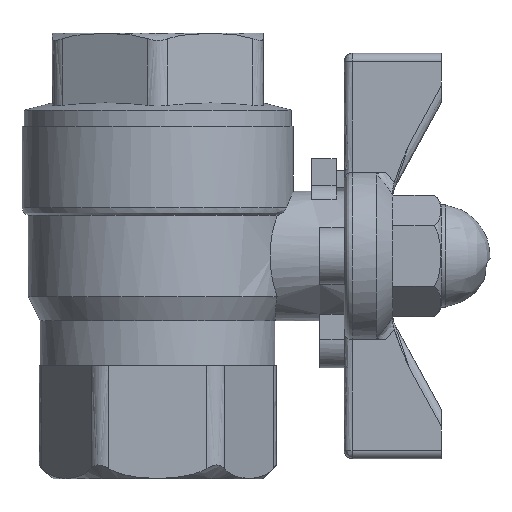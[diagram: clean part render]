
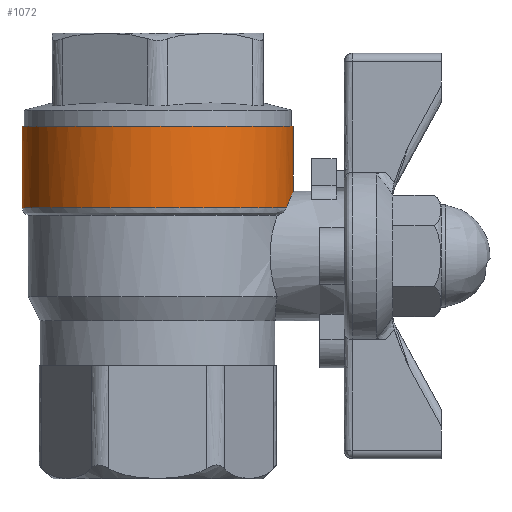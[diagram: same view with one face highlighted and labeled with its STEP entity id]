
A CAD part, left-side view. The second image highlights one B-rep face of the part: STEP entity #1072.
In plain terms, the highlighted free-form (B-spline) face has degree [2, 1] with [9, 2] control points.
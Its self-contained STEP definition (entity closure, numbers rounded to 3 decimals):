
#787 = VERTEX_POINT('',#788);
#788 = CARTESIAN_POINT('',(2.729,-18.411,6.755
    ));
#801 = EDGE_CURVE('',#802,#787,#804,.T.);
#802 = VERTEX_POINT('',#803);
#803 = CARTESIAN_POINT('',(-9.109,-18.411,
    6.755));
#804 = B_SPLINE_CURVE_WITH_KNOTS('',3,(#805,#806,#807,#808,#809,#810,
    #811,#812,#813,#814),.UNSPECIFIED.,.F.,.F.,(4,2,2,2,4),(
    3.116,3.376,3.683,3.989,
    4.25),.UNSPECIFIED.);
#805 = CARTESIAN_POINT('',(-9.109,-18.411,
    6.755));
#806 = CARTESIAN_POINT('',(-8.398,-18.649,7.39)
  );
#807 = CARTESIAN_POINT('',(-7.544,-18.885,
    7.938));
#808 = CARTESIAN_POINT('',(-5.524,-19.264,8.782
    ));
#809 = CARTESIAN_POINT('',(-4.325,-19.377,
    9.012));
#810 = CARTESIAN_POINT('',(-2.054,-19.377,
    9.012));
#811 = CARTESIAN_POINT('',(-0.855,-19.264,8.782)
  );
#812 = CARTESIAN_POINT('',(1.165,-18.885,7.938
    ));
#813 = CARTESIAN_POINT('',(2.018,-18.649,7.39)
  );
#814 = CARTESIAN_POINT('',(2.729,-18.411,6.755
    ));
#1041 = EDGE_CURVE('',#802,#787,#1042,.T.);
#1042 = ( BOUNDED_CURVE() B_SPLINE_CURVE(2,(#1043,#1044,#1045,#1046,
#1047,#1048,#1049),.UNSPECIFIED.,.F.,.F.) B_SPLINE_CURVE_WITH_KNOTS((3,2
    ,2,3),(0.324,2.202,4.081,5.96),
.PIECEWISE_BEZIER_KNOTS.) CURVE() GEOMETRIC_REPRESENTATION_ITEM() 
RATIONAL_B_SPLINE_CURVE((1.,0.59,1.,0.59,1.,
0.59,1.)) REPRESENTATION_ITEM('') );
#1043 = CARTESIAN_POINT('',(-9.109,-18.411,
    6.755));
#1044 = CARTESIAN_POINT('',(-33.234,-10.318,
    6.755));
#1045 = CARTESIAN_POINT('',(-18.212,10.221,
    6.755));
#1046 = CARTESIAN_POINT('',(-3.19,30.76,
    6.755));
#1047 = CARTESIAN_POINT('',(11.832,10.221,
    6.755));
#1048 = CARTESIAN_POINT('',(26.854,-10.318,
    6.755));
#1049 = CARTESIAN_POINT('',(2.729,-18.411,
    6.755));
#1072 = ADVANCED_FACE('',(#1073),#1101,.T.);
#1073 = FACE_BOUND('',#1074,.T.);
#1074 = EDGE_LOOP('',(#1075,#1085,#1090,#1091,#1092,#1093));
#1075 = ORIENTED_EDGE('',*,*,#1076,.F.);
#1076 = EDGE_CURVE('',#1077,#1079,#1081,.T.);
#1077 = VERTEX_POINT('',#1078);
#1078 = CARTESIAN_POINT('',(-9.109,-18.411,
    17.901));
#1079 = VERTEX_POINT('',#1080);
#1080 = CARTESIAN_POINT('',(15.421,-0.766,
    17.901));
#1081 = ( BOUNDED_CURVE() B_SPLINE_CURVE(2,(#1082,#1083,#1084),
.UNSPECIFIED.,.F.,.F.) B_SPLINE_CURVE_WITH_KNOTS((3,3),(1.247,
3.142),.PIECEWISE_BEZIER_KNOTS.) CURVE() 
GEOMETRIC_REPRESENTATION_ITEM() RATIONAL_B_SPLINE_CURVE((1.,
0.584,1.)) REPRESENTATION_ITEM('') );
#1082 = CARTESIAN_POINT('',(-9.109,-18.411,
    17.901));
#1083 = CARTESIAN_POINT('',(15.421,-26.64,
    17.901));
#1084 = CARTESIAN_POINT('',(15.421,-0.766,
    17.901));
#1085 = ORIENTED_EDGE('',*,*,#1086,.F.);
#1086 = EDGE_CURVE('',#802,#1077,#1087,.T.);
#1087 = B_SPLINE_CURVE_WITH_KNOTS('',1,(#1088,#1089),.UNSPECIFIED.,.F.,
  .F.,(2,2),(0.968,11.),.PIECEWISE_BEZIER_KNOTS.);
#1088 = CARTESIAN_POINT('',(-9.109,-18.411,
    6.755));
#1089 = CARTESIAN_POINT('',(-9.109,-18.411,
    17.901));
#1090 = ORIENTED_EDGE('',*,*,#801,.T.);
#1091 = ORIENTED_EDGE('',*,*,#1041,.F.);
#1092 = ORIENTED_EDGE('',*,*,#1086,.T.);
#1093 = ORIENTED_EDGE('',*,*,#1094,.F.);
#1094 = EDGE_CURVE('',#1079,#1077,#1095,.T.);
#1095 = ( BOUNDED_CURVE() B_SPLINE_CURVE(2,(#1096,#1097,#1098,#1099,
#1100),.UNSPECIFIED.,.F.,.F.) B_SPLINE_CURVE_WITH_KNOTS((3,2,3),(
    3.142,5.336,7.53),
.PIECEWISE_BEZIER_KNOTS.) CURVE() GEOMETRIC_REPRESENTATION_ITEM() 
RATIONAL_B_SPLINE_CURVE((1.,0.456,1.,0.456,1.)) 
REPRESENTATION_ITEM('') );
#1096 = CARTESIAN_POINT('',(15.421,-0.766,
    17.901));
#1097 = CARTESIAN_POINT('',(15.421,35.546,
    17.901));
#1098 = CARTESIAN_POINT('',(-14.057,14.342,
    17.901));
#1099 = CARTESIAN_POINT('',(-43.536,-6.862,
    17.901));
#1100 = CARTESIAN_POINT('',(-9.109,-18.411,
    17.901));
#1101 = ( BOUNDED_SURFACE() B_SPLINE_SURFACE(2,1,(
    (#1102,#1103)
    ,(#1104,#1105)
    ,(#1106,#1107)
    ,(#1108,#1109)
    ,(#1110,#1111)
    ,(#1112,#1113)
    ,(#1114,#1115)
    ,(#1116,#1117)
    ,(#1118,#1119
)),.UNSPECIFIED.,.T.,.F.,.F.) B_SPLINE_SURFACE_WITH_KNOTS((3,2,2,2,3),(2
    ,2),(1.247,2.094,4.189,6.283,
    7.53),(0.968,11.),.UNSPECIFIED.) 
GEOMETRIC_REPRESENTATION_ITEM() RATIONAL_B_SPLINE_SURFACE((
    (0.759,0.759)
    ,(0.798,0.798)
    ,(1.,1.)
    ,(0.5,0.5)
    ,(1.,1.)
    ,(0.5,0.5)
    ,(1.,1.)
    ,(0.702,0.702)
,(0.759,0.759))) REPRESENTATION_ITEM('') SURFACE() );
#1102 = CARTESIAN_POINT('',(-8.761,-18.524,
    6.755));
#1103 = CARTESIAN_POINT('',(-8.761,-18.524,
    17.901));
#1104 = CARTESIAN_POINT('',(-0.963,-20.971,
    6.755));
#1105 = CARTESIAN_POINT('',(-0.963,-20.971,
    17.901));
#1106 = CARTESIAN_POINT('',(6.116,-16.884,
    6.755));
#1107 = CARTESIAN_POINT('',(6.116,-16.884,
    17.901));
#1108 = CARTESIAN_POINT('',(34.032,-0.766,
    6.755));
#1109 = CARTESIAN_POINT('',(34.032,-0.766,
    17.901));
#1110 = CARTESIAN_POINT('',(6.116,15.351,
    6.755));
#1111 = CARTESIAN_POINT('',(6.116,15.351,
    17.901));
#1112 = CARTESIAN_POINT('',(-21.801,31.469,
    6.755));
#1113 = CARTESIAN_POINT('',(-21.801,31.469,
    17.901));
#1114 = CARTESIAN_POINT('',(-21.801,-0.766,
    6.755));
#1115 = CARTESIAN_POINT('',(-21.801,-0.766,
    17.901));
#1116 = CARTESIAN_POINT('',(-21.801,-14.433,
    6.755));
#1117 = CARTESIAN_POINT('',(-21.801,-14.433,
    17.901));
#1118 = CARTESIAN_POINT('',(-8.761,-18.524,
    6.755));
#1119 = CARTESIAN_POINT('',(-8.761,-18.524,
    17.901));
